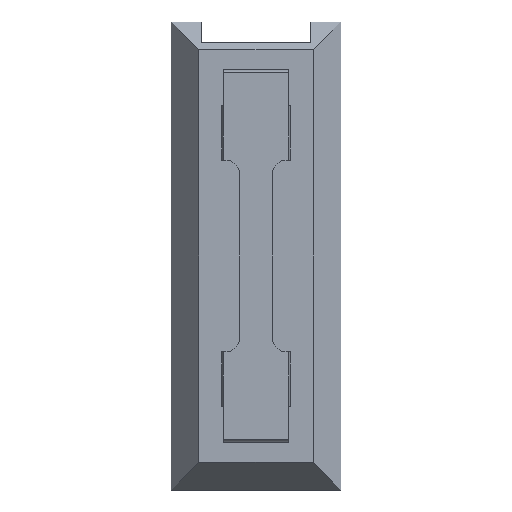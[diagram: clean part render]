
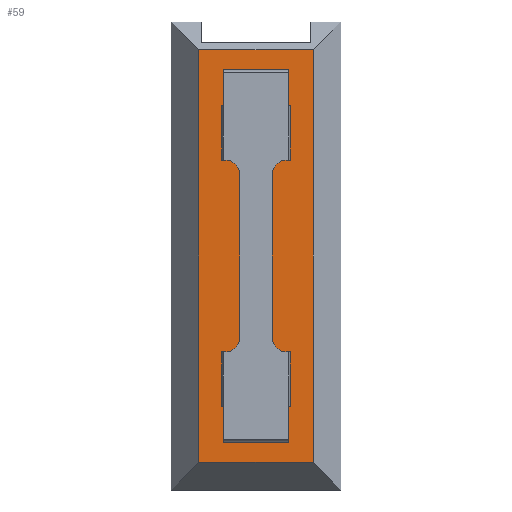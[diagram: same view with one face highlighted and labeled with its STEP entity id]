
A CAD part, front view. The second image highlights one B-rep face of the part: STEP entity #59.
In plain terms, the highlighted planar face has unit normal (0, -1, 0).
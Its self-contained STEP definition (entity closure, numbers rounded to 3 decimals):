
#59=ADVANCED_FACE('',(#117,#118),#119,.F.);
#117=FACE_OUTER_BOUND('',#206,.T.);
#118=FACE_BOUND('',#207,.T.);
#119=PLANE('',#208);
#206=EDGE_LOOP('',(#367,#368,#369,#370));
#207=EDGE_LOOP('',(#371,#372,#373,#374,#375,#376,#377,#378,#379,#380,#381,#382,#383,#384,#385,#386));
#208=AXIS2_PLACEMENT_3D('',#387,#388,#389);
#367=ORIENTED_EDGE('',*,*,#687,.F.);
#368=ORIENTED_EDGE('',*,*,#685,.F.);
#369=ORIENTED_EDGE('',*,*,#691,.T.);
#370=ORIENTED_EDGE('',*,*,#689,.F.);
#371=ORIENTED_EDGE('',*,*,#692,.F.);
#372=ORIENTED_EDGE('',*,*,#693,.T.);
#373=ORIENTED_EDGE('',*,*,#694,.F.);
#374=ORIENTED_EDGE('',*,*,#695,.T.);
#375=ORIENTED_EDGE('',*,*,#696,.F.);
#376=ORIENTED_EDGE('',*,*,#697,.T.);
#377=ORIENTED_EDGE('',*,*,#698,.F.);
#378=ORIENTED_EDGE('',*,*,#699,.T.);
#379=ORIENTED_EDGE('',*,*,#700,.T.);
#380=ORIENTED_EDGE('',*,*,#701,.F.);
#381=ORIENTED_EDGE('',*,*,#702,.F.);
#382=ORIENTED_EDGE('',*,*,#703,.T.);
#383=ORIENTED_EDGE('',*,*,#704,.F.);
#384=ORIENTED_EDGE('',*,*,#705,.T.);
#385=ORIENTED_EDGE('',*,*,#706,.F.);
#386=ORIENTED_EDGE('',*,*,#707,.F.);
#387=CARTESIAN_POINT('',(2.097,-1.2,12.0));
#388=DIRECTION('',(-0.0,1.0,0.0));
#389=DIRECTION('',(1.0,0.0,0.0));
#685=EDGE_CURVE('',#841,#843,#844,.T.);
#687=EDGE_CURVE('',#843,#846,#847,.T.);
#689=EDGE_CURVE('',#846,#849,#850,.T.);
#691=EDGE_CURVE('',#841,#849,#852,.T.);
#692=EDGE_CURVE('',#853,#854,#855,.T.);
#693=EDGE_CURVE('',#853,#856,#857,.T.);
#694=EDGE_CURVE('',#858,#856,#859,.T.);
#695=EDGE_CURVE('',#858,#860,#861,.T.);
#696=EDGE_CURVE('',#862,#860,#863,.T.);
#697=EDGE_CURVE('',#862,#864,#865,.T.);
#698=EDGE_CURVE('',#866,#864,#867,.T.);
#699=EDGE_CURVE('',#866,#868,#869,.T.);
#700=EDGE_CURVE('',#868,#870,#871,.T.);
#701=EDGE_CURVE('',#872,#870,#873,.T.);
#702=EDGE_CURVE('',#874,#872,#875,.T.);
#703=EDGE_CURVE('',#874,#876,#877,.T.);
#704=EDGE_CURVE('',#878,#876,#879,.T.);
#705=EDGE_CURVE('',#878,#880,#881,.T.);
#706=EDGE_CURVE('',#882,#880,#883,.T.);
#707=EDGE_CURVE('',#854,#882,#884,.T.);
#841=VERTEX_POINT('',#1071);
#843=VERTEX_POINT('',#1074);
#844=LINE('',#1075,#1076);
#846=VERTEX_POINT('',#1079);
#847=LINE('',#1080,#1081);
#849=VERTEX_POINT('',#1084);
#850=LINE('',#1085,#1086);
#852=LINE('',#1089,#1090);
#853=VERTEX_POINT('',#1091);
#854=VERTEX_POINT('',#1092);
#855=LINE('',#1093,#1094);
#856=VERTEX_POINT('',#1095);
#857=LINE('',#1096,#1097);
#858=VERTEX_POINT('',#1098);
#859=LINE('',#1099,#1100);
#860=VERTEX_POINT('',#1101);
#861=CIRCLE('',#1102,0.5);
#862=VERTEX_POINT('',#1103);
#863=LINE('',#1104,#1105);
#864=VERTEX_POINT('',#1106);
#865=CIRCLE('',#1107,0.5);
#866=VERTEX_POINT('',#1108);
#867=LINE('',#1109,#1110);
#868=VERTEX_POINT('',#1111);
#869=LINE('',#1112,#1113);
#870=VERTEX_POINT('',#1114);
#871=LINE('',#1115,#1116);
#872=VERTEX_POINT('',#1117);
#873=LINE('',#1118,#1119);
#874=VERTEX_POINT('',#1120);
#875=LINE('',#1121,#1122);
#876=VERTEX_POINT('',#1123);
#877=CIRCLE('',#1124,0.5);
#878=VERTEX_POINT('',#1125);
#879=LINE('',#1126,#1127);
#880=VERTEX_POINT('',#1128);
#881=CIRCLE('',#1129,0.5);
#882=VERTEX_POINT('',#1130);
#883=LINE('',#1131,#1132);
#884=LINE('',#1133,#1134);
#1071=CARTESIAN_POINT('',(-2.097,-1.2,7.539));
#1074=CARTESIAN_POINT('',(2.097,-1.2,7.539));
#1075=CARTESIAN_POINT('',(-2.097,-1.2,7.539));
#1076=VECTOR('',#1333,4.193);
#1079=CARTESIAN_POINT('',(2.097,-1.2,-7.539));
#1080=CARTESIAN_POINT('',(2.097,-1.2,7.539));
#1081=VECTOR('',#1335,15.078);
#1084=CARTESIAN_POINT('',(-2.097,-1.2,-7.539));
#1085=CARTESIAN_POINT('',(2.097,-1.2,-7.539));
#1086=VECTOR('',#1337,4.193);
#1089=CARTESIAN_POINT('',(-2.097,-1.2,7.539));
#1090=VECTOR('',#1339,15.078);
#1091=CARTESIAN_POINT('',(1.2,-1.2,6.7));
#1092=CARTESIAN_POINT('',(-1.2,-1.2,6.7));
#1093=CARTESIAN_POINT('',(1.2,-1.2,6.7));
#1094=VECTOR('',#1340,2.4);
#1095=CARTESIAN_POINT('',(1.2,-1.2,3.5));
#1096=CARTESIAN_POINT('',(1.2,-1.2,6.7));
#1097=VECTOR('',#1341,3.2);
#1098=CARTESIAN_POINT('',(1.1,-1.2,3.5));
#1099=CARTESIAN_POINT('',(1.1,-1.2,3.5));
#1100=VECTOR('',#1342,0.1);
#1101=CARTESIAN_POINT('',(0.6,-1.2,3.0));
#1102=AXIS2_PLACEMENT_3D('',#1343,#1344,#1345);
#1103=CARTESIAN_POINT('',(0.6,-1.2,-3.0));
#1104=CARTESIAN_POINT('',(0.6,-1.2,-3.0));
#1105=VECTOR('',#1346,6.0);
#1106=CARTESIAN_POINT('',(1.1,-1.2,-3.5));
#1107=AXIS2_PLACEMENT_3D('',#1347,#1348,#1349);
#1108=CARTESIAN_POINT('',(1.2,-1.2,-3.5));
#1109=CARTESIAN_POINT('',(1.2,-1.2,-3.5));
#1110=VECTOR('',#1350,0.1);
#1111=CARTESIAN_POINT('',(1.2,-1.2,-6.7));
#1112=CARTESIAN_POINT('',(1.2,-1.2,-3.5));
#1113=VECTOR('',#1351,3.2);
#1114=CARTESIAN_POINT('',(-1.2,-1.2,-6.7));
#1115=CARTESIAN_POINT('',(1.2,-1.2,-6.7));
#1116=VECTOR('',#1352,2.4);
#1117=CARTESIAN_POINT('',(-1.2,-1.2,-3.5));
#1118=CARTESIAN_POINT('',(-1.2,-1.2,-3.5));
#1119=VECTOR('',#1353,3.2);
#1120=CARTESIAN_POINT('',(-1.1,-1.2,-3.5));
#1121=CARTESIAN_POINT('',(-1.1,-1.2,-3.5));
#1122=VECTOR('',#1354,0.1);
#1123=CARTESIAN_POINT('',(-0.6,-1.2,-3.0));
#1124=AXIS2_PLACEMENT_3D('',#1355,#1356,#1357);
#1125=CARTESIAN_POINT('',(-0.6,-1.2,3.0));
#1126=CARTESIAN_POINT('',(-0.6,-1.2,3.0));
#1127=VECTOR('',#1358,6.0);
#1128=CARTESIAN_POINT('',(-1.1,-1.2,3.5));
#1129=AXIS2_PLACEMENT_3D('',#1359,#1360,#1361);
#1130=CARTESIAN_POINT('',(-1.2,-1.2,3.5));
#1131=CARTESIAN_POINT('',(-1.2,-1.2,3.5));
#1132=VECTOR('',#1362,0.1);
#1133=CARTESIAN_POINT('',(-1.2,-1.2,6.7));
#1134=VECTOR('',#1363,3.2);
#1333=DIRECTION('',(1.0,0.0,0.0));
#1335=DIRECTION('',(0.0,0.0,-1.0));
#1337=DIRECTION('',(-1.0,0.0,0.0));
#1339=DIRECTION('',(0.0,0.0,-1.0));
#1340=DIRECTION('',(-1.0,0.0,0.0));
#1341=DIRECTION('',(0.0,0.0,-1.0));
#1342=DIRECTION('',(1.0,0.0,0.0));
#1343=CARTESIAN_POINT('',(1.1,-1.2,3.0));
#1344=DIRECTION('',(0.0,-1.0,0.0));
#1345=DIRECTION('',(0.0,0.0,1.0));
#1346=DIRECTION('',(0.0,0.0,1.0));
#1347=CARTESIAN_POINT('',(1.1,-1.2,-3.0));
#1348=DIRECTION('',(0.0,-1.0,0.0));
#1349=DIRECTION('',(-1.0,0.0,0.0));
#1350=DIRECTION('',(-1.0,0.0,0.0));
#1351=DIRECTION('',(0.0,0.0,-1.0));
#1352=DIRECTION('',(-1.0,0.0,0.0));
#1353=DIRECTION('',(0.0,0.0,-1.0));
#1354=DIRECTION('',(-1.0,0.0,0.0));
#1355=CARTESIAN_POINT('',(-1.1,-1.2,-3.0));
#1356=DIRECTION('',(0.0,-1.0,0.0));
#1357=DIRECTION('',(0.0,0.0,-1.0));
#1358=DIRECTION('',(0.0,0.0,-1.0));
#1359=CARTESIAN_POINT('',(-1.1,-1.2,3.0));
#1360=DIRECTION('',(0.0,-1.0,0.0));
#1361=DIRECTION('',(1.0,0.0,0.0));
#1362=DIRECTION('',(1.0,0.0,0.0));
#1363=DIRECTION('',(0.0,0.0,-1.0));
